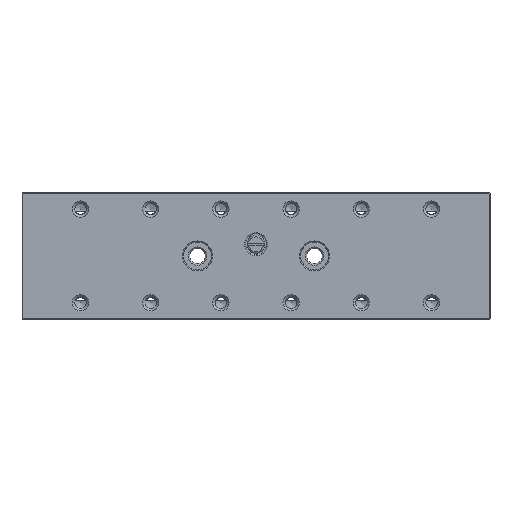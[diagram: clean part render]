
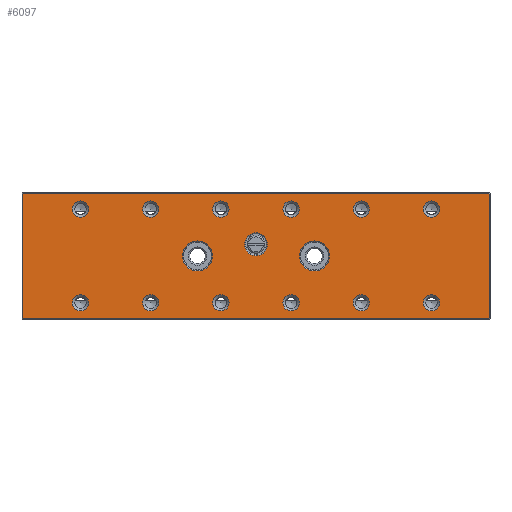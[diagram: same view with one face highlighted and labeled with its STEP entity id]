
A CAD part, top view. The second image highlights one B-rep face of the part: STEP entity #6097.
In plain terms, the highlighted planar face has unit normal (0, 0, 1).
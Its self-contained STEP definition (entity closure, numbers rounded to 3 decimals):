
#4260=CIRCLE('',#36930,2.45);
#4261=CIRCLE('',#36931,3.2);
#4262=CIRCLE('',#36932,3.2);
#4263=CIRCLE('',#36933,1.75);
#4264=CIRCLE('',#36934,1.75);
#4265=CIRCLE('',#36935,1.75);
#4266=CIRCLE('',#36936,1.75);
#4267=CIRCLE('',#36937,1.75);
#4268=CIRCLE('',#36938,1.75);
#4269=CIRCLE('',#36939,1.75);
#4270=CIRCLE('',#36940,1.75);
#4271=CIRCLE('',#36941,1.75);
#4272=CIRCLE('',#36942,1.75);
#4273=CIRCLE('',#36943,1.75);
#4274=CIRCLE('',#36944,1.75);
#6097=ADVANCED_FACE('',(#9078,#9079,#9080,#9081,#9082,#9083,#9084,#9085,
#9086,#9087,#9088,#9089,#9090,#9091,#9092,#9093),#7748,.F.);
#7748=PLANE('',#36945);
#9078=FACE_BOUND('',#9475,.T.);
#9079=FACE_BOUND('',#9476,.T.);
#9080=FACE_BOUND('',#9477,.T.);
#9081=FACE_BOUND('',#9478,.T.);
#9082=FACE_BOUND('',#9479,.T.);
#9083=FACE_BOUND('',#9480,.T.);
#9084=FACE_BOUND('',#9481,.T.);
#9085=FACE_BOUND('',#9482,.T.);
#9086=FACE_BOUND('',#9483,.T.);
#9087=FACE_BOUND('',#9484,.T.);
#9088=FACE_BOUND('',#9485,.T.);
#9089=FACE_BOUND('',#9486,.T.);
#9090=FACE_BOUND('',#9487,.T.);
#9091=FACE_BOUND('',#9488,.T.);
#9092=FACE_BOUND('',#9489,.T.);
#9093=FACE_BOUND('',#9490,.T.);
#9475=EDGE_LOOP('',(#20383));
#9476=EDGE_LOOP('',(#20384));
#9477=EDGE_LOOP('',(#20385));
#9478=EDGE_LOOP('',(#20386));
#9479=EDGE_LOOP('',(#20387));
#9480=EDGE_LOOP('',(#20388));
#9481=EDGE_LOOP('',(#20389));
#9482=EDGE_LOOP('',(#20390));
#9483=EDGE_LOOP('',(#20391));
#9484=EDGE_LOOP('',(#20392));
#9485=EDGE_LOOP('',(#20393));
#9486=EDGE_LOOP('',(#20394));
#9487=EDGE_LOOP('',(#20395));
#9488=EDGE_LOOP('',(#20396));
#9489=EDGE_LOOP('',(#20397));
#9490=EDGE_LOOP('',(#20398,#20399,#20400,#20401,#20402,#20403,#20404,#20405));
#11961=LINE('',#48859,#16076);
#11962=LINE('',#48862,#16077);
#11963=LINE('',#48864,#16078);
#11964=LINE('',#48866,#16079);
#11965=LINE('',#48868,#16080);
#11966=LINE('',#48870,#16081);
#11967=LINE('',#48872,#16082);
#11968=LINE('',#48874,#16083);
#16076=VECTOR('',#39527,1.);
#16077=VECTOR('',#39528,1.);
#16078=VECTOR('',#39529,1.);
#16079=VECTOR('',#39530,1.);
#16080=VECTOR('',#39531,1.);
#16081=VECTOR('',#39532,1.);
#16082=VECTOR('',#39533,1.);
#16083=VECTOR('',#39534,1.);
#20383=ORIENTED_EDGE('',*,*,#32770,.T.);
#20384=ORIENTED_EDGE('',*,*,#32771,.T.);
#20385=ORIENTED_EDGE('',*,*,#32772,.T.);
#20386=ORIENTED_EDGE('',*,*,#32773,.T.);
#20387=ORIENTED_EDGE('',*,*,#32774,.T.);
#20388=ORIENTED_EDGE('',*,*,#32775,.T.);
#20389=ORIENTED_EDGE('',*,*,#32776,.T.);
#20390=ORIENTED_EDGE('',*,*,#32777,.T.);
#20391=ORIENTED_EDGE('',*,*,#32778,.T.);
#20392=ORIENTED_EDGE('',*,*,#32779,.T.);
#20393=ORIENTED_EDGE('',*,*,#32780,.T.);
#20394=ORIENTED_EDGE('',*,*,#32781,.T.);
#20395=ORIENTED_EDGE('',*,*,#32782,.T.);
#20396=ORIENTED_EDGE('',*,*,#32783,.T.);
#20397=ORIENTED_EDGE('',*,*,#32784,.T.);
#20398=ORIENTED_EDGE('',*,*,#32785,.T.);
#20399=ORIENTED_EDGE('',*,*,#32786,.T.);
#20400=ORIENTED_EDGE('',*,*,#32787,.T.);
#20401=ORIENTED_EDGE('',*,*,#32788,.T.);
#20402=ORIENTED_EDGE('',*,*,#32789,.T.);
#20403=ORIENTED_EDGE('',*,*,#32790,.T.);
#20404=ORIENTED_EDGE('',*,*,#32791,.T.);
#20405=ORIENTED_EDGE('',*,*,#32792,.T.);
#29643=VERTEX_POINT('',#48830);
#29644=VERTEX_POINT('',#48832);
#29645=VERTEX_POINT('',#48834);
#29646=VERTEX_POINT('',#48836);
#29647=VERTEX_POINT('',#48838);
#29648=VERTEX_POINT('',#48840);
#29649=VERTEX_POINT('',#48842);
#29650=VERTEX_POINT('',#48844);
#29651=VERTEX_POINT('',#48846);
#29652=VERTEX_POINT('',#48848);
#29653=VERTEX_POINT('',#48850);
#29654=VERTEX_POINT('',#48852);
#29655=VERTEX_POINT('',#48854);
#29656=VERTEX_POINT('',#48856);
#29657=VERTEX_POINT('',#48858);
#29658=VERTEX_POINT('',#48860);
#29659=VERTEX_POINT('',#48861);
#29660=VERTEX_POINT('',#48863);
#29661=VERTEX_POINT('',#48865);
#29662=VERTEX_POINT('',#48867);
#29663=VERTEX_POINT('',#48869);
#29664=VERTEX_POINT('',#48871);
#29665=VERTEX_POINT('',#48873);
#32770=EDGE_CURVE('',#29643,#29643,#4260,.T.);
#32771=EDGE_CURVE('',#29644,#29644,#4261,.T.);
#32772=EDGE_CURVE('',#29645,#29645,#4262,.T.);
#32773=EDGE_CURVE('',#29646,#29646,#4263,.T.);
#32774=EDGE_CURVE('',#29647,#29647,#4264,.T.);
#32775=EDGE_CURVE('',#29648,#29648,#4265,.T.);
#32776=EDGE_CURVE('',#29649,#29649,#4266,.T.);
#32777=EDGE_CURVE('',#29650,#29650,#4267,.T.);
#32778=EDGE_CURVE('',#29651,#29651,#4268,.T.);
#32779=EDGE_CURVE('',#29652,#29652,#4269,.T.);
#32780=EDGE_CURVE('',#29653,#29653,#4270,.T.);
#32781=EDGE_CURVE('',#29654,#29654,#4271,.T.);
#32782=EDGE_CURVE('',#29655,#29655,#4272,.T.);
#32783=EDGE_CURVE('',#29656,#29656,#4273,.T.);
#32784=EDGE_CURVE('',#29657,#29657,#4274,.T.);
#32785=EDGE_CURVE('',#29658,#29659,#11961,.T.);
#32786=EDGE_CURVE('',#29659,#29660,#11962,.T.);
#32787=EDGE_CURVE('',#29660,#29661,#11963,.T.);
#32788=EDGE_CURVE('',#29661,#29662,#11964,.T.);
#32789=EDGE_CURVE('',#29662,#29663,#11965,.T.);
#32790=EDGE_CURVE('',#29663,#29664,#11966,.T.);
#32791=EDGE_CURVE('',#29664,#29665,#11967,.T.);
#32792=EDGE_CURVE('',#29665,#29658,#11968,.T.);
#36930=AXIS2_PLACEMENT_3D('',#48829,#39497,#39498);
#36931=AXIS2_PLACEMENT_3D('',#48831,#39499,#39500);
#36932=AXIS2_PLACEMENT_3D('',#48833,#39501,#39502);
#36933=AXIS2_PLACEMENT_3D('',#48835,#39503,#39504);
#36934=AXIS2_PLACEMENT_3D('',#48837,#39505,#39506);
#36935=AXIS2_PLACEMENT_3D('',#48839,#39507,#39508);
#36936=AXIS2_PLACEMENT_3D('',#48841,#39509,#39510);
#36937=AXIS2_PLACEMENT_3D('',#48843,#39511,#39512);
#36938=AXIS2_PLACEMENT_3D('',#48845,#39513,#39514);
#36939=AXIS2_PLACEMENT_3D('',#48847,#39515,#39516);
#36940=AXIS2_PLACEMENT_3D('',#48849,#39517,#39518);
#36941=AXIS2_PLACEMENT_3D('',#48851,#39519,#39520);
#36942=AXIS2_PLACEMENT_3D('',#48853,#39521,#39522);
#36943=AXIS2_PLACEMENT_3D('',#48855,#39523,#39524);
#36944=AXIS2_PLACEMENT_3D('',#48857,#39525,#39526);
#36945=AXIS2_PLACEMENT_3D('',#48875,#39535,#39536);
#39497=DIRECTION('',(0.,0.,-1.));
#39498=DIRECTION('',(-1.,0.,0.));
#39499=DIRECTION('',(0.,0.,-1.));
#39500=DIRECTION('',(-1.,0.,0.));
#39501=DIRECTION('',(0.,0.,-1.));
#39502=DIRECTION('',(-1.,0.,0.));
#39503=DIRECTION('',(0.,0.,-1.));
#39504=DIRECTION('',(-1.,0.,0.));
#39505=DIRECTION('',(0.,0.,-1.));
#39506=DIRECTION('',(-1.,0.,0.));
#39507=DIRECTION('',(0.,0.,-1.));
#39508=DIRECTION('',(-1.,0.,0.));
#39509=DIRECTION('',(0.,0.,-1.));
#39510=DIRECTION('',(-1.,0.,0.));
#39511=DIRECTION('',(0.,0.,-1.));
#39512=DIRECTION('',(-1.,0.,0.));
#39513=DIRECTION('',(0.,0.,-1.));
#39514=DIRECTION('',(-1.,0.,0.));
#39515=DIRECTION('',(0.,0.,-1.));
#39516=DIRECTION('',(-1.,0.,0.));
#39517=DIRECTION('',(0.,0.,-1.));
#39518=DIRECTION('',(-1.,0.,0.));
#39519=DIRECTION('',(0.,0.,-1.));
#39520=DIRECTION('',(-1.,0.,0.));
#39521=DIRECTION('',(0.,0.,-1.));
#39522=DIRECTION('',(-1.,0.,0.));
#39523=DIRECTION('',(0.,0.,-1.));
#39524=DIRECTION('',(-1.,0.,0.));
#39525=DIRECTION('',(0.,0.,-1.));
#39526=DIRECTION('',(-1.,0.,0.));
#39527=DIRECTION('',(-0.577,-0.816,0.));
#39528=DIRECTION('',(0.,-1.,0.));
#39529=DIRECTION('',(0.577,-0.816,0.));
#39530=DIRECTION('',(1.,0.,0.));
#39531=DIRECTION('',(0.577,0.816,0.));
#39532=DIRECTION('',(0.,1.,0.));
#39533=DIRECTION('',(-0.577,0.816,0.));
#39534=DIRECTION('',(-1.,0.,0.));
#39535=DIRECTION('',(0.,0.,-1.));
#39536=DIRECTION('',(1.,0.,0.));
#48829=CARTESIAN_POINT('',(0.,2.5,13.));
#48830=CARTESIAN_POINT('',(-2.45,2.5,13.));
#48831=CARTESIAN_POINT('',(12.5,0.,13.));
#48832=CARTESIAN_POINT('',(9.3,0.,13.));
#48833=CARTESIAN_POINT('',(-12.5,0.,13.));
#48834=CARTESIAN_POINT('',(-15.7,0.,13.));
#48835=CARTESIAN_POINT('',(37.5,10.,13.));
#48836=CARTESIAN_POINT('',(35.75,10.,13.));
#48837=CARTESIAN_POINT('',(22.5,10.,13.));
#48838=CARTESIAN_POINT('',(20.75,10.,13.));
#48839=CARTESIAN_POINT('',(7.5,10.,13.));
#48840=CARTESIAN_POINT('',(5.75,10.,13.));
#48841=CARTESIAN_POINT('',(-7.5,10.,13.));
#48842=CARTESIAN_POINT('',(-9.25,10.,13.));
#48843=CARTESIAN_POINT('',(-22.5,10.,13.));
#48844=CARTESIAN_POINT('',(-24.25,10.,13.));
#48845=CARTESIAN_POINT('',(37.5,-10.,13.));
#48846=CARTESIAN_POINT('',(35.75,-10.,13.));
#48847=CARTESIAN_POINT('',(22.5,-10.,13.));
#48848=CARTESIAN_POINT('',(20.75,-10.,13.));
#48849=CARTESIAN_POINT('',(7.5,-10.,13.));
#48850=CARTESIAN_POINT('',(5.75,-10.,13.));
#48851=CARTESIAN_POINT('',(-7.5,-10.,13.));
#48852=CARTESIAN_POINT('',(-9.25,-10.,13.));
#48853=CARTESIAN_POINT('',(-22.5,-10.,13.));
#48854=CARTESIAN_POINT('',(-24.25,-10.,13.));
#48855=CARTESIAN_POINT('',(-37.5,10.,13.));
#48856=CARTESIAN_POINT('',(-39.25,10.,13.));
#48857=CARTESIAN_POINT('',(-37.5,-10.,13.));
#48858=CARTESIAN_POINT('',(-39.25,-10.,13.));
#48859=CARTESIAN_POINT('',(-49.971,12.917,13.));
#48860=CARTESIAN_POINT('',(-49.7,13.3,13.));
#48861=CARTESIAN_POINT('',(-49.8,13.159,13.));
#48862=CARTESIAN_POINT('',(-49.8,13.5,13.));
#48863=CARTESIAN_POINT('',(-49.8,-13.159,13.));
#48864=CARTESIAN_POINT('',(-49.971,-12.917,13.));
#48865=CARTESIAN_POINT('',(-49.7,-13.3,13.));
#48866=CARTESIAN_POINT('',(50.,-13.3,13.));
#48867=CARTESIAN_POINT('',(49.7,-13.3,13.));
#48868=CARTESIAN_POINT('',(49.971,-12.917,13.));
#48869=CARTESIAN_POINT('',(49.8,-13.159,13.));
#48870=CARTESIAN_POINT('',(49.8,12.876,13.));
#48871=CARTESIAN_POINT('',(49.8,13.159,13.));
#48872=CARTESIAN_POINT('',(49.971,12.917,13.));
#48873=CARTESIAN_POINT('',(49.7,13.3,13.));
#48874=CARTESIAN_POINT('',(50.,13.3,13.));
#48875=CARTESIAN_POINT('',(50.,13.5,13.));
